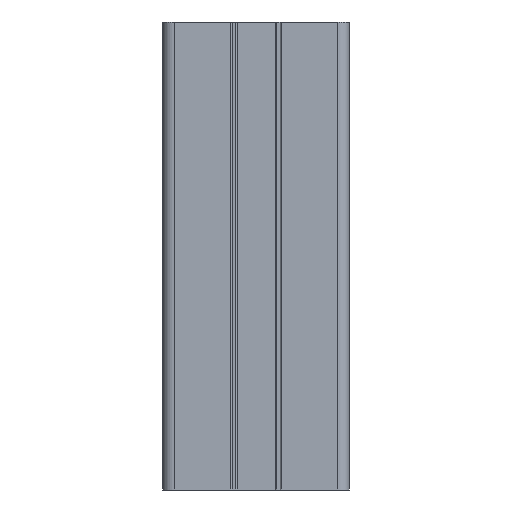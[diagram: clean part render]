
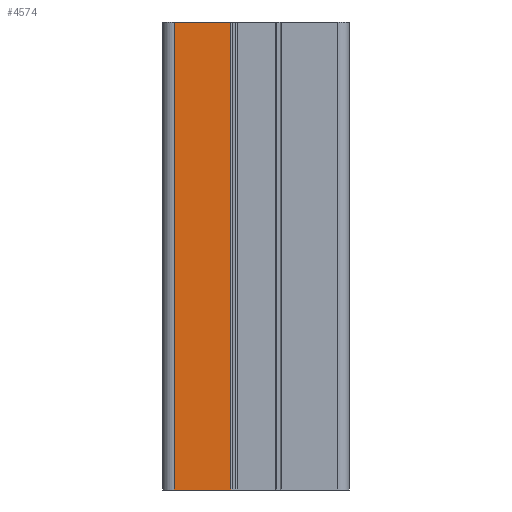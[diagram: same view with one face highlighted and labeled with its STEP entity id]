
A CAD part, front view. The second image highlights one B-rep face of the part: STEP entity #4574.
In plain terms, the highlighted planar face has unit normal (0, -1, 0).
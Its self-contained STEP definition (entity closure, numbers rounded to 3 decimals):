
#122 = DIRECTION ( 'NONE',  ( 0., 0., -1. ) ) ;
#207 = CARTESIAN_POINT ( 'NONE',  ( 6632.116, 2028.912, 0. ) ) ;
#671 = CARTESIAN_POINT ( 'NONE',  ( 0., 2028.912, 0. ) ) ;
#723 = DIRECTION ( 'NONE',  ( 0., 1., 0. ) ) ;
#1136 = LINE ( 'NONE', #4980, #6470 ) ;
#1362 = DIRECTION ( 'NONE',  ( 1., 0., 0. ) ) ;
#1449 = EDGE_LOOP ( 'NONE', ( #8813, #6965, #7389, #7181 ) ) ;
#2649 = LINE ( 'NONE', #671, #6125 ) ;
#2762 = VERTEX_POINT ( 'NONE', #207 ) ;
#2794 = CARTESIAN_POINT ( 'NONE',  ( 0., 2028.912, 100. ) ) ;
#3483 = PLANE ( 'NONE',  #3808 ) ;
#3484 = CARTESIAN_POINT ( 'NONE',  ( 6632.116, 2028.912, 100. ) ) ;
#3648 = VECTOR ( 'NONE', #8348, 1000. ) ;
#3808 = AXIS2_PLACEMENT_3D ( 'NONE', #2794, #723, #5582 ) ;
#4126 = VECTOR ( 'NONE', #7046, 1000. ) ;
#4273 = CARTESIAN_POINT ( 'NONE',  ( 0., 2028.912, 100. ) ) ;
#4574 = ADVANCED_FACE ( 'NONE', ( #4785 ), #3483, .F. ) ;
#4652 = EDGE_CURVE ( 'NONE', #7773, #7378, #7840, .T. ) ;
#4785 = FACE_OUTER_BOUND ( 'NONE', #1449, .T. ) ;
#4980 = CARTESIAN_POINT ( 'NONE',  ( 6644.216, 2028.912, 100. ) ) ;
#5473 = EDGE_CURVE ( 'NONE', #2762, #7773, #8982, .T. ) ;
#5577 = EDGE_CURVE ( 'NONE', #7378, #7849, #1136, .T. ) ;
#5582 = DIRECTION ( 'NONE',  ( -1., 0., 0. ) ) ;
#6125 = VECTOR ( 'NONE', #1362, 1000. ) ;
#6402 = CARTESIAN_POINT ( 'NONE',  ( 6632.116, 2028.912, 100. ) ) ;
#6470 = VECTOR ( 'NONE', #122, 1000. ) ;
#6965 = ORIENTED_EDGE ( 'NONE', *, *, #4652, .F. ) ;
#7032 = EDGE_CURVE ( 'NONE', #2762, #7849, #2649, .T. ) ;
#7046 = DIRECTION ( 'NONE',  ( 1., 0., 0. ) ) ;
#7181 = ORIENTED_EDGE ( 'NONE', *, *, #7032, .T. ) ;
#7339 = CARTESIAN_POINT ( 'NONE',  ( 6644.216, 2028.912, 100. ) ) ;
#7378 = VERTEX_POINT ( 'NONE', #7339 ) ;
#7389 = ORIENTED_EDGE ( 'NONE', *, *, #5473, .F. ) ;
#7773 = VERTEX_POINT ( 'NONE', #6402 ) ;
#7840 = LINE ( 'NONE', #4273, #4126 ) ;
#7849 = VERTEX_POINT ( 'NONE', #7883 ) ;
#7883 = CARTESIAN_POINT ( 'NONE',  ( 6644.216, 2028.912, 0. ) ) ;
#8348 = DIRECTION ( 'NONE',  ( 0., 0., 1. ) ) ;
#8813 = ORIENTED_EDGE ( 'NONE', *, *, #5577, .F. ) ;
#8982 = LINE ( 'NONE', #3484, #3648 ) ;
